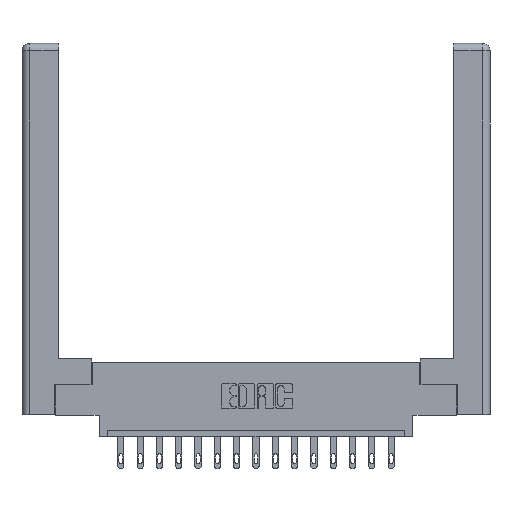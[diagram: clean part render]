
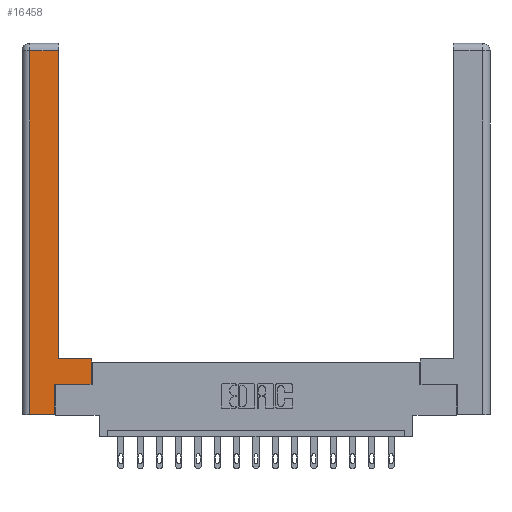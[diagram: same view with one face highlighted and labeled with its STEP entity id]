
A CAD part, top view. The second image highlights one B-rep face of the part: STEP entity #16458.
In plain terms, the highlighted planar face has unit normal (0, 0, 1).
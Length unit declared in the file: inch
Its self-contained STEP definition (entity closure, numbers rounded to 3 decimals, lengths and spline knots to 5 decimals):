
#363 = VECTOR ( 'NONE', #5666, 39.37008 ) ;
#762 = VECTOR ( 'NONE', #7986, 39.37008 ) ;
#931 = CARTESIAN_POINT ( 'NONE',  ( 0.265, 0.245, 0. ) ) ;
#1039 = CARTESIAN_POINT ( 'NONE',  ( 0.295, 0.45, 0. ) ) ;
#1427 = LINE ( 'NONE', #12287, #12042 ) ;
#1455 = VERTEX_POINT ( 'NONE', #4267 ) ;
#1956 = DIRECTION ( 'NONE',  ( 1., 0., 0. ) ) ;
#1998 = DIRECTION ( 'NONE',  ( 0., 1., 0. ) ) ;
#2110 = CARTESIAN_POINT ( 'NONE',  ( 0., 0., 0. ) ) ;
#2228 = EDGE_CURVE ( 'NONE', #7998, #13881, #11948, .T. ) ;
#2493 = ORIENTED_EDGE ( 'NONE', *, *, #6058, .T. ) ;
#2727 = EDGE_LOOP ( 'NONE', ( #7876, #14200, #8161, #9701, #2493, #16677, #13094, #4018 ) ) ;
#2920 = CARTESIAN_POINT ( 'NONE',  ( 0.295, 0.45, 0. ) ) ;
#3235 = VERTEX_POINT ( 'NONE', #2920 ) ;
#3334 = EDGE_CURVE ( 'NONE', #11715, #15886, #4595, .T. ) ;
#3634 = CARTESIAN_POINT ( 'NONE',  ( 0.565, 0.45, 0. ) ) ;
#3802 = CARTESIAN_POINT ( 'NONE',  ( 0.295, 2.94, 0. ) ) ;
#3939 = VECTOR ( 'NONE', #1956, 39.37008 ) ;
#4018 = ORIENTED_EDGE ( 'NONE', *, *, #5225, .T. ) ;
#4239 = CARTESIAN_POINT ( 'NONE',  ( 0.265, 0., 0. ) ) ;
#4267 = CARTESIAN_POINT ( 'NONE',  ( 0.0615, 0., 0. ) ) ;
#4296 = LINE ( 'NONE', #16114, #762 ) ;
#4333 = DIRECTION ( 'NONE',  ( 0., -1., 0. ) ) ;
#4595 = LINE ( 'NONE', #9913, #3939 ) ;
#4970 = VECTOR ( 'NONE', #11728, 39.37008 ) ;
#5225 = EDGE_CURVE ( 'NONE', #5247, #3235, #10218, .T. ) ;
#5247 = VERTEX_POINT ( 'NONE', #3634 ) ;
#5666 = DIRECTION ( 'NONE',  ( 1., 0., 0. ) ) ;
#6058 = EDGE_CURVE ( 'NONE', #10369, #11715, #4296, .T. ) ;
#6591 = DIRECTION ( 'NONE',  ( -1., 0., 0. ) ) ;
#6741 = EDGE_CURVE ( 'NONE', #13881, #1455, #1427, .T. ) ;
#6749 = VECTOR ( 'NONE', #1998, 39.37008 ) ;
#7876 = ORIENTED_EDGE ( 'NONE', *, *, #12434, .T. ) ;
#7986 = DIRECTION ( 'NONE',  ( 0., 1., 0. ) ) ;
#7998 = VERTEX_POINT ( 'NONE', #3802 ) ;
#8161 = ORIENTED_EDGE ( 'NONE', *, *, #6741, .T. ) ;
#8788 = CARTESIAN_POINT ( 'NONE',  ( 0.565, 0.45, 0. ) ) ;
#9564 = VECTOR ( 'NONE', #14024, 39.37008 ) ;
#9701 = ORIENTED_EDGE ( 'NONE', *, *, #14203, .T. ) ;
#9913 = CARTESIAN_POINT ( 'NONE',  ( 0.565, 0.245, 0. ) ) ;
#10218 = LINE ( 'NONE', #1039, #4970 ) ;
#10335 = LINE ( 'NONE', #16567, #6749 ) ;
#10369 = VERTEX_POINT ( 'NONE', #11950 ) ;
#10840 = LINE ( 'NONE', #4239, #363 ) ;
#11715 = VERTEX_POINT ( 'NONE', #931 ) ;
#11728 = DIRECTION ( 'NONE',  ( -1., 0., 0. ) ) ;
#11754 = CARTESIAN_POINT ( 'NONE',  ( 0.0615, 2.94, 0. ) ) ;
#11948 = LINE ( 'NONE', #11754, #12596 ) ;
#11950 = CARTESIAN_POINT ( 'NONE',  ( 0.265, 0., 0. ) ) ;
#12003 = AXIS2_PLACEMENT_3D ( 'NONE', #2110, #16895, #12906 ) ;
#12042 = VECTOR ( 'NONE', #4333, 39.37008 ) ;
#12287 = CARTESIAN_POINT ( 'NONE',  ( 0.0615, 0., 0. ) ) ;
#12434 = EDGE_CURVE ( 'NONE', #3235, #7998, #10335, .T. ) ;
#12596 = VECTOR ( 'NONE', #6591, 39.37008 ) ;
#12617 = EDGE_CURVE ( 'NONE', #15886, #5247, #13086, .T. ) ;
#12748 = CARTESIAN_POINT ( 'NONE',  ( 0.0615, 2.94, 0. ) ) ;
#12906 = DIRECTION ( 'NONE',  ( -1., 0., 0. ) ) ;
#12992 = CARTESIAN_POINT ( 'NONE',  ( 0.565, 0.245, 0. ) ) ;
#13086 = LINE ( 'NONE', #8788, #9564 ) ;
#13094 = ORIENTED_EDGE ( 'NONE', *, *, #12617, .T. ) ;
#13881 = VERTEX_POINT ( 'NONE', #12748 ) ;
#14024 = DIRECTION ( 'NONE',  ( 0., 1., 0. ) ) ;
#14200 = ORIENTED_EDGE ( 'NONE', *, *, #2228, .T. ) ;
#14203 = EDGE_CURVE ( 'NONE', #1455, #10369, #10840, .T. ) ;
#14915 = FACE_OUTER_BOUND ( 'NONE', #2727, .T. ) ;
#15348 = PLANE ( 'NONE',  #12003 ) ;
#15886 = VERTEX_POINT ( 'NONE', #12992 ) ;
#16114 = CARTESIAN_POINT ( 'NONE',  ( 0.265, 0.245, 0. ) ) ;
#16458 = ADVANCED_FACE ( 'NONE', ( #14915 ), #15348, .F. ) ;
#16567 = CARTESIAN_POINT ( 'NONE',  ( 0.295, 3., 0. ) ) ;
#16677 = ORIENTED_EDGE ( 'NONE', *, *, #3334, .T. ) ;
#16895 = DIRECTION ( 'NONE',  ( 0., 0., -1. ) ) ;
